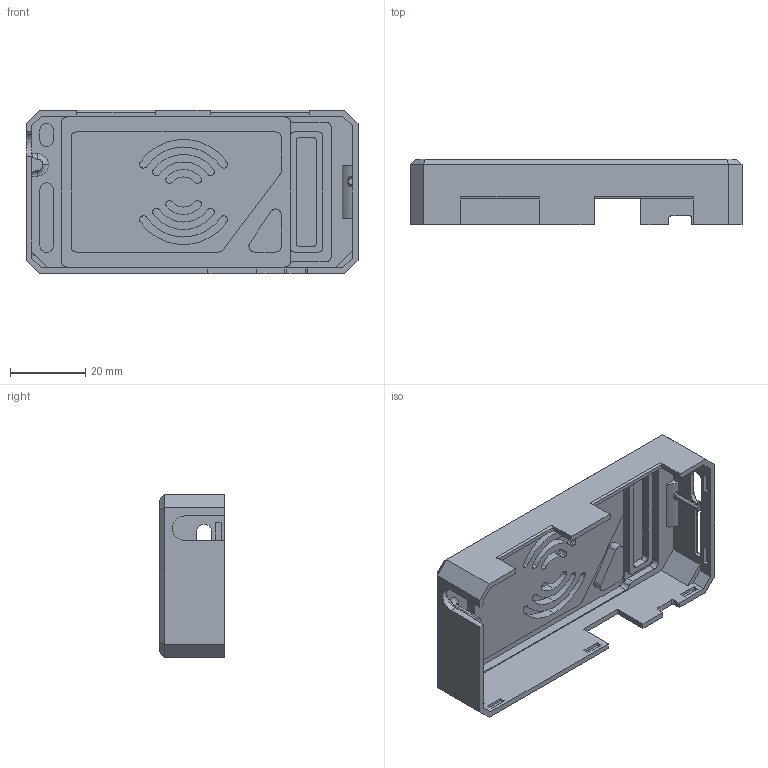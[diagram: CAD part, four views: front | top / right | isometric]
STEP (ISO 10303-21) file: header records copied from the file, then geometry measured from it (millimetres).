
FILE_DESCRIPTION (( 'STEP AP214' ), '1' );
FILE_NAME ('shell2芵隴唳.STEP', '2026-01-29T15:44:46', ( '' ), ( '' ), 'SwSTEP 2.0', 'SolidWorks 2020', '' );
FILE_SCHEMA (( 'AUTOMOTIVE_DESIGN' ));
Length unit declared in the file: millimetre
Products named in the file (1): shell2芵隴唳
Bounding box: 88.5 x 17.5 x 43.5 mm (x, y, z)
Volume: 14174 mm3; surface area: 16635.4 mm2
Topology: 1 solids, 1 shells, 316 faces, 838 edges, 550 vertices
Faces by surface type: plane 194, cylinder 108, torus 11, bspline 3
Entity records: 9950 total; most frequent: CARTESIAN_POINT 1877, DIRECTION 1679, ORIENTED_EDGE 1676, EDGE_CURVE 838, LINE 591, VECTOR 591, VERTEX_POINT 550, AXIS2_PLACEMENT_3D 544
